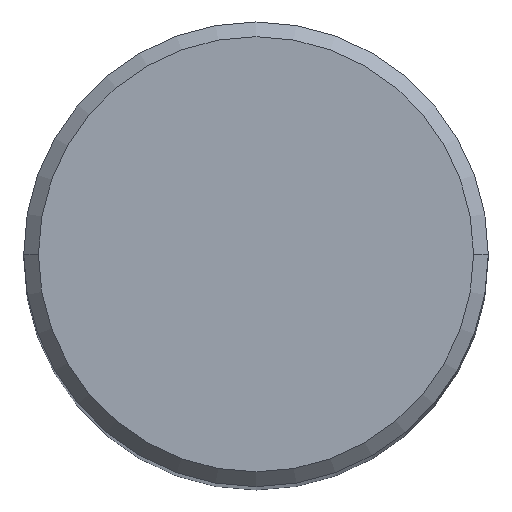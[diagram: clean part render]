
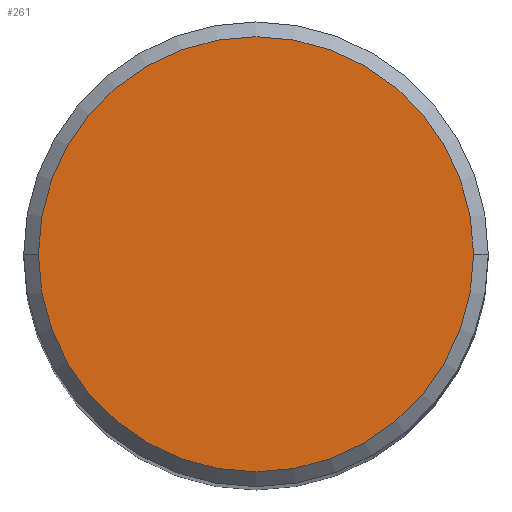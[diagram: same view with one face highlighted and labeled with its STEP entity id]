
A CAD part, top view. The second image highlights one B-rep face of the part: STEP entity #261.
In plain terms, the highlighted planar face has unit normal (0, 0, 1).
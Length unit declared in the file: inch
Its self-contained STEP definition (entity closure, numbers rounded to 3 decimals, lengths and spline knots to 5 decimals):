
#4 = CARTESIAN_POINT ( 'NONE',  ( -0.22122, 0., 3.26772 ) ) ;
#5 = AXIS2_PLACEMENT_3D ( 'NONE', #84, #158, #172 ) ;
#16 = DIRECTION ( 'NONE',  ( 1., 0., 0. ) ) ;
#32 = EDGE_CURVE ( 'NONE', #180, #137, #63, .T. ) ;
#36 = ORIENTED_EDGE ( 'NONE', *, *, #32, .T. ) ;
#63 = CIRCLE ( 'NONE', #298, 0.22122 ) ;
#65 = EDGE_LOOP ( 'NONE', ( #222, #36 ) ) ;
#80 = CIRCLE ( 'NONE', #5, 0.22122 ) ;
#84 = CARTESIAN_POINT ( 'NONE',  ( 0., 0., 3.26772 ) ) ;
#116 = CARTESIAN_POINT ( 'NONE',  ( 0., 0., 3.26772 ) ) ;
#137 = VERTEX_POINT ( 'NONE', #4 ) ;
#158 = DIRECTION ( 'NONE',  ( 0., 0., 1. ) ) ;
#172 = DIRECTION ( 'NONE',  ( 1., 0., 0. ) ) ;
#173 = DIRECTION ( 'NONE',  ( 1., 0., 0. ) ) ;
#180 = VERTEX_POINT ( 'NONE', #199 ) ;
#199 = CARTESIAN_POINT ( 'NONE',  ( 0.22122, 0., 3.26772 ) ) ;
#212 = PLANE ( 'NONE',  #288 ) ;
#222 = ORIENTED_EDGE ( 'NONE', *, *, #231, .T. ) ;
#224 = DIRECTION ( 'NONE',  ( 0., 0., 1. ) ) ;
#231 = EDGE_CURVE ( 'NONE', #137, #180, #80, .T. ) ;
#237 = DIRECTION ( 'NONE',  ( 0., 0., 1. ) ) ;
#257 = FACE_OUTER_BOUND ( 'NONE', #65, .T. ) ;
#261 = ADVANCED_FACE ( 'NONE', ( #257 ), #212, .T. ) ;
#264 = CARTESIAN_POINT ( 'NONE',  ( 0., 0., 3.26772 ) ) ;
#288 = AXIS2_PLACEMENT_3D ( 'NONE', #264, #237, #173 ) ;
#298 = AXIS2_PLACEMENT_3D ( 'NONE', #116, #224, #16 ) ;
